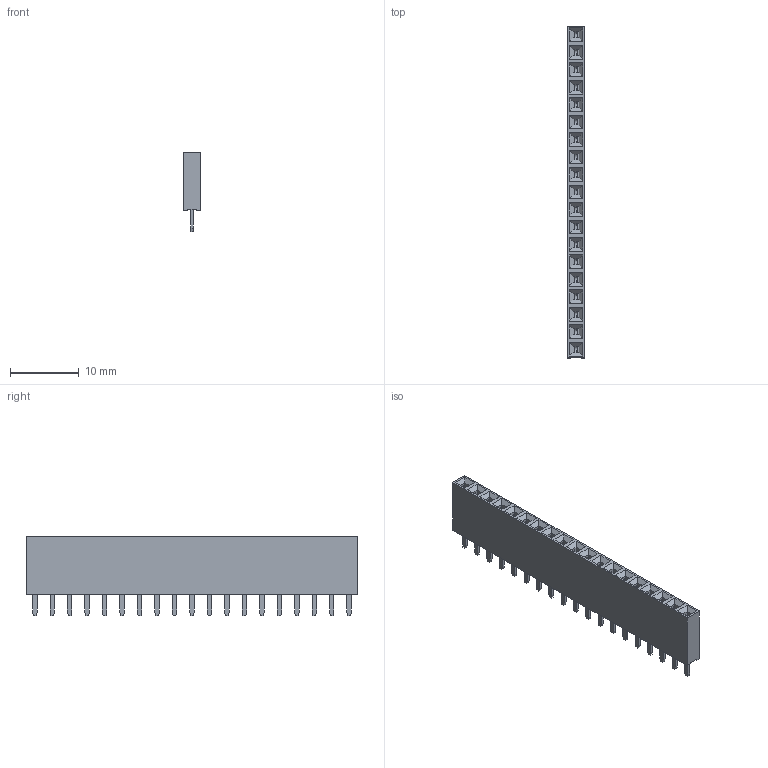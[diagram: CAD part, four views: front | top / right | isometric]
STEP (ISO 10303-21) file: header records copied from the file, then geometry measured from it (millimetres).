
FILE_DESCRIPTION(('FreeCAD Model'),'2;1');
FILE_NAME('Open CASCADE Shape Model','2023-05-12T03:17:32',( 'kicad StepUp'),('ksu MCAD'),'Open CASCADE STEP processor 7.6', 'FreeCAD','Unknown');
FILE_SCHEMA(('AUTOMOTIVE_DESIGN { 1 0 10303 214 1 1 1 1 }'));
Length unit declared in the file: millimetre
Products named in the file (21): Female_Header_1x19_P2.54_H8.5_straight; Pin_One018; Epoxy_Body018; Body202; Body203; Body204; Body205; Body206; Body207; Body208; Body209; Body210; Body199; Body211; Body212; Body213; Body214; Body215; Body216; Body217; Body218
Assembly tree (20 placements, depth 2):
  Female_Header_1x19_P2.54_H8.5_straight
    Pin_One018
    Epoxy_Body018
    Body202
    Body203
    Body204
    Body205
    Body206
    Body207
    Body208
    Body209
    Body210
    Body199
    Body211
    Body212
    Body213
    Body214
    Body215
    Body216
    Body217
    Body218
Bounding box: 2.5 x 48.26 x 11.5 mm (x, y, z)
Volume: 887.5 mm3; surface area: 2588 mm2
Topology: 20 solids, 20 shells, 772 faces, 2158 edges, 1426 vertices
Faces by surface type: plane 561, cylinder 135, bspline 76
Entity records: 25061 total; most frequent: CARTESIAN_POINT 4681, ORIENTED_EDGE 4316, DIRECTION 3824, EDGE_CURVE 2158, LINE 1774, VECTOR 1774, VERTEX_POINT 1426, AXIS2_PLACEMENT_3D 1025
